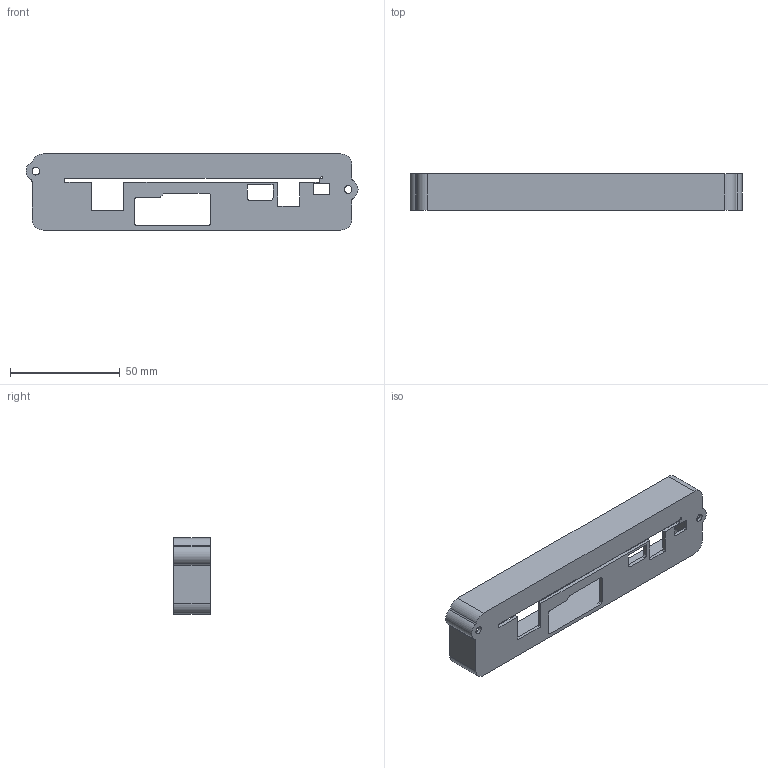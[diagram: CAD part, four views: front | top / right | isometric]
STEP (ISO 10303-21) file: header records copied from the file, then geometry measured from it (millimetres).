
FILE_DESCRIPTION(/* description */ (''),/* implementation_level */ '2;1');
FILE_NAME(/* name */ 'XM-PRO v1.2 - PLASTIC - BACK side support (DE10, simplified, v1.2D).step',/* time_stamp */ '2023-04-12T01:21:20+02:00',/* author */ (''),/* organization */ (''),/* preprocessor_version */ 'ST-DEVELOPER v19.2',/* originating_system */ 'Autodesk Translation Framework v12.4.0.73',/* authorisation */ '');
FILE_SCHEMA (('AUTOMOTIVE_DESIGN { 1 0 10303 214 3 1 1 }'));
Length unit declared in the file: millimetre
Products named in the file (1): XM-PRO v1.2 - PLASTIC - BACK side support (DE10, simplified, v1.2D)
Bounding box: 150.99 x 16.75 x 34.7 mm (x, y, z)
Volume: 16668 mm3; surface area: 19772.2 mm2
Topology: 1 solids, 1 shells, 89 faces, 261 edges, 174 vertices
Faces by surface type: plane 46, cylinder 43
Full cylindrical faces by diameter (mm): 1 x1, 3.5 x2
Entity records: 3049 total; most frequent: DIRECTION 527, CARTESIAN_POINT 525, ORIENTED_EDGE 522, EDGE_CURVE 261, AXIS2_PLACEMENT_3D 176, LINE 175, VECTOR 175, VERTEX_POINT 174
